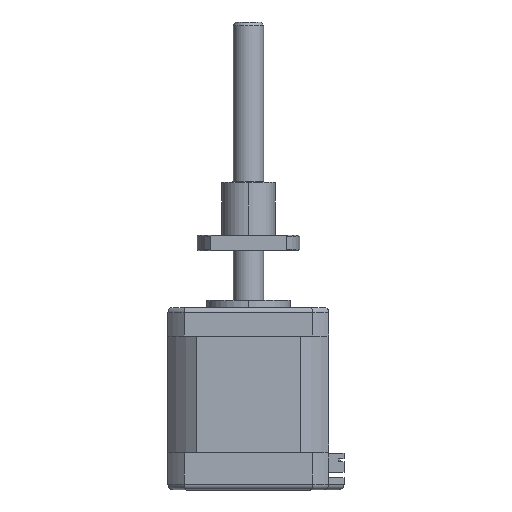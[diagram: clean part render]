
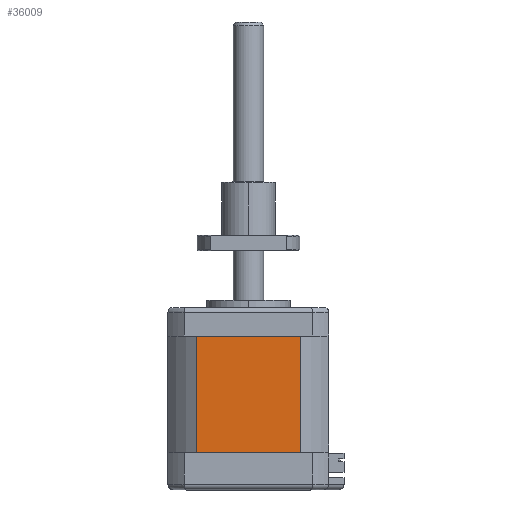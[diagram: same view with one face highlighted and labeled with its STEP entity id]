
A CAD part, top view. The second image highlights one B-rep face of the part: STEP entity #36009.
In plain terms, the highlighted planar face has unit normal (0, 0, 1).
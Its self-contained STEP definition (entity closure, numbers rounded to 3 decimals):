
#96 = FACE_OUTER_BOUND ( 'NONE', #34010, .T. ) ;
#122 = DIRECTION ( 'NONE',  ( 0., 1., 0. ) ) ;
#1876 = VERTEX_POINT ( 'NONE', #21126 ) ;
#2719 = CARTESIAN_POINT ( 'NONE',  ( -18.303, -16.057, 37.738 ) ) ;
#3167 = ORIENTED_EDGE ( 'NONE', *, *, #24234, .F. ) ;
#3532 = ORIENTED_EDGE ( 'NONE', *, *, #6941, .T. ) ;
#5593 = VECTOR ( 'NONE', #122, 1000. ) ;
#6941 = EDGE_CURVE ( 'NONE', #25556, #23594, #15419, .T. ) ;
#6961 = DIRECTION ( 'NONE',  ( -1., 0., 0. ) ) ;
#12161 = LINE ( 'NONE', #21485, #18825 ) ;
#13105 = LINE ( 'NONE', #33669, #5593 ) ;
#13298 = CARTESIAN_POINT ( 'NONE',  ( -18.303, 14.443, 37.738 ) ) ;
#13597 = CARTESIAN_POINT ( 'NONE',  ( 8.885, -16.057, 37.738 ) ) ;
#13653 = AXIS2_PLACEMENT_3D ( 'NONE', #13597, #21930, #33429 ) ;
#15246 = LINE ( 'NONE', #21600, #27224 ) ;
#15419 = LINE ( 'NONE', #36671, #21184 ) ;
#16133 = DIRECTION ( 'NONE',  ( 0., 1., 0. ) ) ;
#18825 = VECTOR ( 'NONE', #6961, 1000. ) ;
#19530 = CARTESIAN_POINT ( 'NONE',  ( 8.885, 14.443, 37.738 ) ) ;
#21126 = CARTESIAN_POINT ( 'NONE',  ( 8.885, -16.057, 37.738 ) ) ;
#21184 = VECTOR ( 'NONE', #34193, 1000. ) ;
#21408 = VERTEX_POINT ( 'NONE', #2719 ) ;
#21485 = CARTESIAN_POINT ( 'NONE',  ( 8.885, -16.057, 37.738 ) ) ;
#21600 = CARTESIAN_POINT ( 'NONE',  ( -18.303, -16.057, 37.738 ) ) ;
#21930 = DIRECTION ( 'NONE',  ( 0., 0., -1. ) ) ;
#23594 = VERTEX_POINT ( 'NONE', #13298 ) ;
#24234 = EDGE_CURVE ( 'NONE', #21408, #23594, #15246, .T. ) ;
#25556 = VERTEX_POINT ( 'NONE', #19530 ) ;
#25649 = ORIENTED_EDGE ( 'NONE', *, *, #27811, .T. ) ;
#27224 = VECTOR ( 'NONE', #16133, 1000. ) ;
#27811 = EDGE_CURVE ( 'NONE', #1876, #25556, #13105, .T. ) ;
#30519 = EDGE_CURVE ( 'NONE', #1876, #21408, #12161, .T. ) ;
#30723 = PLANE ( 'NONE',  #13653 ) ;
#33429 = DIRECTION ( 'NONE',  ( 1., 0., 0. ) ) ;
#33669 = CARTESIAN_POINT ( 'NONE',  ( 8.885, -16.057, 37.738 ) ) ;
#34010 = EDGE_LOOP ( 'NONE', ( #3532, #3167, #34455, #25649 ) ) ;
#34193 = DIRECTION ( 'NONE',  ( -1., 0., 0. ) ) ;
#34455 = ORIENTED_EDGE ( 'NONE', *, *, #30519, .F. ) ;
#36009 = ADVANCED_FACE ( 'NONE', ( #96 ), #30723, .F. ) ;
#36671 = CARTESIAN_POINT ( 'NONE',  ( 8.885, 14.443, 37.738 ) ) ;
